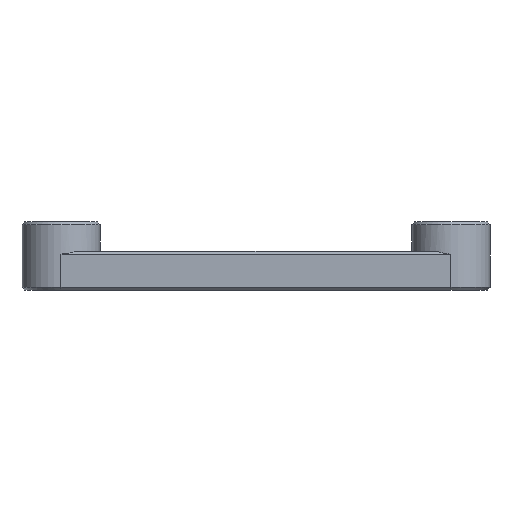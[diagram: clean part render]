
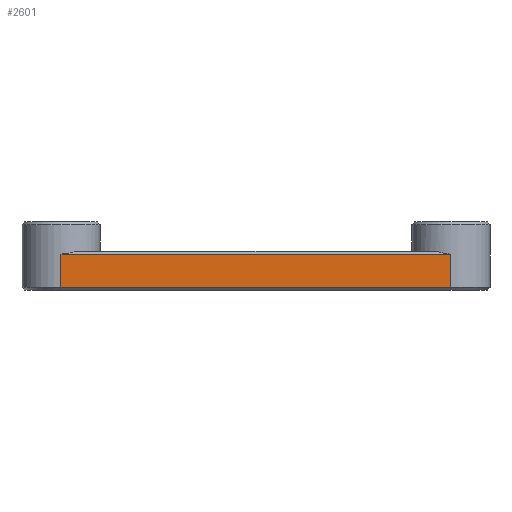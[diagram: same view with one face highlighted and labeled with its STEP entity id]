
A CAD part, left-side view. The second image highlights one B-rep face of the part: STEP entity #2601.
In plain terms, the highlighted planar face has unit normal (-1, 0, 0).
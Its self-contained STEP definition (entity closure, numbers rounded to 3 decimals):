
#1975=CARTESIAN_POINT('',(691.995,73.195,3.7));
#1976=VERTEX_POINT('',#1975);
#1984=CARTESIAN_POINT('',(691.995,73.195,0.3));
#1985=VERTEX_POINT('',#1984);
#1986=CARTESIAN_POINT('',(691.995,73.195,0.3));
#1987=DIRECTION('',(0.,0.,1.));
#1988=VECTOR('',#1987,3.4);
#1989=LINE('',#1986,#1988);
#1990=EDGE_CURVE('',#1985,#1976,#1989,.T.);
#2426=CARTESIAN_POINT('',(691.995,113.195,0.3));
#2427=VERTEX_POINT('',#2426);
#2435=CARTESIAN_POINT('',(691.995,113.195,3.7));
#2436=VERTEX_POINT('',#2435);
#2437=CARTESIAN_POINT('',(691.995,113.195,0.3));
#2438=DIRECTION('',(0.,0.,1.));
#2439=VECTOR('',#2438,3.4);
#2440=LINE('',#2437,#2439);
#2441=EDGE_CURVE('',#2427,#2436,#2440,.T.);
#2580=CARTESIAN_POINT('',(691.995,93.195,0.));
#2581=DIRECTION('',(1.,0.,0.));
#2582=DIRECTION('',(0.,0.,-1.));
#2583=AXIS2_PLACEMENT_3D('',#2580,#2581,#2582);
#2584=PLANE('',#2583);
#2585=ORIENTED_EDGE('',*,*,#2441,.F.);
#2586=CARTESIAN_POINT('',(691.995,113.195,0.3));
#2587=DIRECTION('',(0.,-1.,0.));
#2588=VECTOR('',#2587,40.);
#2589=LINE('',#2586,#2588);
#2590=EDGE_CURVE('',#2427,#1985,#2589,.T.);
#2591=ORIENTED_EDGE('',*,*,#2590,.T.);
#2592=ORIENTED_EDGE('',*,*,#1990,.T.);
#2593=CARTESIAN_POINT('',(691.995,73.195,3.7));
#2594=DIRECTION('',(0.,1.,0.));
#2595=VECTOR('',#2594,40.);
#2596=LINE('',#2593,#2595);
#2597=EDGE_CURVE('',#1976,#2436,#2596,.T.);
#2598=ORIENTED_EDGE('',*,*,#2597,.T.);
#2599=EDGE_LOOP('',(#2585,#2591,#2592,#2598));
#2600=FACE_BOUND('',#2599,.T.);
#2601=ADVANCED_FACE('',(#2600),#2584,.F.);
